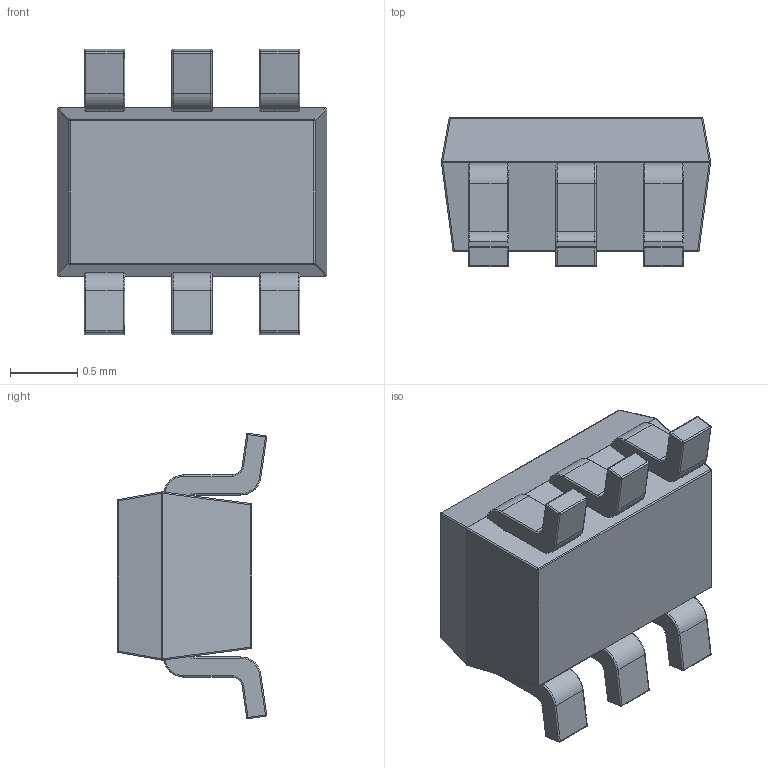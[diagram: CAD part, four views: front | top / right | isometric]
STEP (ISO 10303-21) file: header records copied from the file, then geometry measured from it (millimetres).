
FILE_DESCRIPTION(/* description */ (''),/* implementation_level */ '2;1');
FILE_NAME(/* name */ '',/* time_stamp */ '',/* author */ (''),/* organization */ (''),/* preprocessor_version */ '',/* originating_system */ '',/* authorisation */ '');
FILE_SCHEMA (('AUTOMOTIVE_DESIGN { 1 0 10303 214 3 1 1 }'));
Length unit declared in the file: millimetre
Products named in the file (3): SOT-323 (SC70-5); Body; Pin
Assembly tree (7 placements, depth 2):
  SOT-323 (SC70-5)
    Body
    Pin  x6
Bounding box: 2 x 1.11 x 2.12 mm (x, y, z)
Volume: 2.7 mm3; surface area: 19 mm2
Topology: 7 solids, 7 shells, 388 faces, 887 edges, 522 vertices
Faces by surface type: cylinder 141, plane 100, bspline 63, torus 48, sphere 36
Full cylindrical faces by diameter (mm): 0.163 x1
Entity records: 5754 total; most frequent: CARTESIAN_POINT 1851, ORIENTED_EDGE 852, DIRECTION 656, EDGE_CURVE 426, VERTEX_POINT 262, AXIS2_PLACEMENT_3D 223, LINE 210, VECTOR 210
